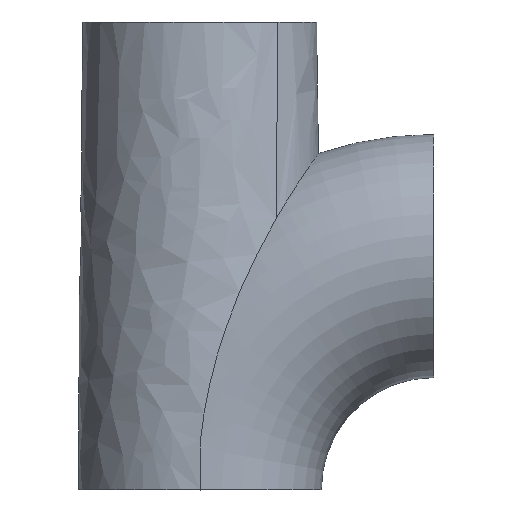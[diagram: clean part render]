
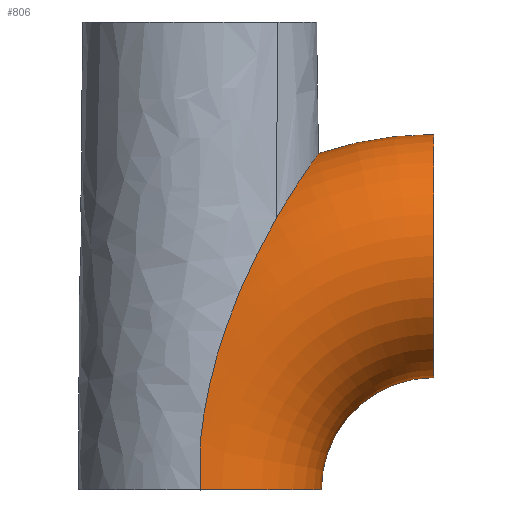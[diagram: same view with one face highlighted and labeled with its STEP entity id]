
A CAD part, top view. The second image highlights one B-rep face of the part: STEP entity #806.
In plain terms, the highlighted toroidal (fillet/blend) face has major radius 100 mm and minor radius 52 mm.
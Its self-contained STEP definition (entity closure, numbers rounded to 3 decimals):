
#26 = VERTEX_POINT ( 'NONE', #978 ) ;
#81 = CARTESIAN_POINT ( 'NONE',  ( 0.284, 0., 51.999 ) ) ;
#133 = CARTESIAN_POINT ( 'NONE',  ( 32.665, 115.811, 39.376 ) ) ;
#152 = DIRECTION ( 'NONE',  ( -1., 0., 0. ) ) ;
#197 = CARTESIAN_POINT ( 'NONE',  ( 33.713, 117.628, 38.476 ) ) ;
#208 = CARTESIAN_POINT ( 'NONE',  ( 46.349, 137.485, 21. ) ) ;
#209 = CARTESIAN_POINT ( 'NONE',  ( 31.672, 114.081, 40.212 ) ) ;
#235 = CARTESIAN_POINT ( 'NONE',  ( 46.746, 138.062, 20.084 ) ) ;
#249 = CARTESIAN_POINT ( 'NONE',  ( 50.79, 143.814, 0. ) ) ;
#280 = ORIENTED_EDGE ( 'NONE', *, *, #430, .F. ) ;
#308 = CARTESIAN_POINT ( 'NONE',  ( 17.866, 86.534, 48.338 ) ) ;
#315 = AXIS2_PLACEMENT_3D ( 'NONE', #1939, #1331, #1964 ) ;
#411 = CARTESIAN_POINT ( 'NONE',  ( 41.417, 130.091, 29.731 ) ) ;
#423 = CARTESIAN_POINT ( 'NONE',  ( 43.791, 133.703, 26.068 ) ) ;
#430 = EDGE_CURVE ( 'NONE', #496, #2750, #2003, .T. ) ;
#446 = CARTESIAN_POINT ( 'NONE',  ( 52., 0., 0. ) ) ;
#448 = CARTESIAN_POINT ( 'NONE',  ( 49.339, 141.781, 12.199 ) ) ;
#450 = CIRCLE ( 'NONE', #1268, 52. ) ;
#477 = CARTESIAN_POINT ( 'NONE',  ( 100., 100., 0. ) ) ;
#495 = CARTESIAN_POINT ( 'NONE',  ( 23.088, 97.887, 45.945 ) ) ;
#496 = VERTEX_POINT ( 'NONE', #2512 ) ;
#539 = AXIS2_PLACEMENT_3D ( 'NONE', #1695, #1677, #152 ) ;
#546 = CARTESIAN_POINT ( 'NONE',  ( 14.652, 78.74, 49.488 ) ) ;
#571 = CARTESIAN_POINT ( 'NONE',  ( 0.267, 6.938, 52. ) ) ;
#622 = CARTESIAN_POINT ( 'NONE',  ( 45.104, 135.656, 23.61 ) ) ;
#649 = DIRECTION ( 'NONE',  ( -1., 0., 0. ) ) ;
#720 = ORIENTED_EDGE ( 'NONE', *, *, #2655, .T. ) ;
#806 = ADVANCED_FACE ( 'NONE', ( #2375 ), #952, .T. ) ;
#836 = CARTESIAN_POINT ( 'NONE',  ( 50.017, 142.737, 8.957 ) ) ;
#847 = EDGE_CURVE ( 'NONE', #496, #2460, #2592, .T. ) ;
#852 = CARTESIAN_POINT ( 'NONE',  ( 32.665, 115.811, 39.376 ) ) ;
#881 = EDGE_CURVE ( 'NONE', #1247, #894, #1911, .T. ) ;
#892 = CARTESIAN_POINT ( 'NONE',  ( 49.586, 142.129, 11.137 ) ) ;
#894 = VERTEX_POINT ( 'NONE', #1521 ) ;
#909 = AXIS2_PLACEMENT_3D ( 'NONE', #1952, #2599, #649 ) ;
#924 = ORIENTED_EDGE ( 'NONE', *, *, #847, .T. ) ;
#950 = CARTESIAN_POINT ( 'NONE',  ( 10.287, 66.719, 50.681 ) ) ;
#952 = TOROIDAL_SURFACE ( 'NONE', #315, 100., 52. ) ;
#963 = CARTESIAN_POINT ( 'NONE',  ( 27.77, 107.005, 43.117 ) ) ;
#978 = CARTESIAN_POINT ( 'NONE',  ( 0.284, 0., 51.999 ) ) ;
#1065 = CARTESIAN_POINT ( 'NONE',  ( 40.926, 129.331, 30.42 ) ) ;
#1101 = CARTESIAN_POINT ( 'NONE',  ( 45.529, 136.283, 22.761 ) ) ;
#1146 = CARTESIAN_POINT ( 'NONE',  ( 0.728, 25.085, 51.951 ) ) ;
#1159 = CARTESIAN_POINT ( 'NONE',  ( 19.558, 90.364, 47.645 ) ) ;
#1171 = CARTESIAN_POINT ( 'NONE',  ( 0.268, 13.876, 51.988 ) ) ;
#1247 = VERTEX_POINT ( 'NONE', #446 ) ;
#1268 = AXIS2_PLACEMENT_3D ( 'NONE', #2047, #2483, #2227 ) ;
#1277 = CARTESIAN_POINT ( 'NONE',  ( 36.847, 122.854, 35.394 ) ) ;
#1290 = CARTESIAN_POINT ( 'NONE',  ( 37.884, 124.533, 34.255 ) ) ;
#1291 = CARTESIAN_POINT ( 'NONE',  ( 32.665, 115.811, 39.376 ) ) ;
#1317 = CARTESIAN_POINT ( 'NONE',  ( 48.519, 140.617, 15.305 ) ) ;
#1331 = DIRECTION ( 'NONE',  ( 0., 0., -1. ) ) ;
#1333 = VERTEX_POINT ( 'NONE', #2185 ) ;
#1361 = CARTESIAN_POINT ( 'NONE',  ( 5.478, 50.275, 51.538 ) ) ;
#1402 = CARTESIAN_POINT ( 'NONE',  ( 28.732, 108.795, 42.457 ) ) ;
#1432 = EDGE_CURVE ( 'NONE', #26, #1247, #450, .T. ) ;
#1494 = CARTESIAN_POINT ( 'NONE',  ( 42.864, 132.308, 27.591 ) ) ;
#1521 = CARTESIAN_POINT ( 'NONE',  ( 100., 48., 0. ) ) ;
#1580 = ORIENTED_EDGE ( 'NONE', *, *, #1824, .T. ) ;
#1615 = EDGE_CURVE ( 'NONE', #2750, #894, #2810, .T. ) ;
#1621 = CARTESIAN_POINT ( 'NONE',  ( 24.926, 101.579, 44.939 ) ) ;
#1677 = DIRECTION ( 'NONE',  ( 0., 0., -1. ) ) ;
#1695 = CARTESIAN_POINT ( 'NONE',  ( 100., 0., 0. ) ) ;
#1710 = CARTESIAN_POINT ( 'NONE',  ( 47.864, 139.68, 17.271 ) ) ;
#1738 = ORIENTED_EDGE ( 'NONE', *, *, #1615, .F. ) ;
#1794 = CARTESIAN_POINT ( 'NONE',  ( 3.559, 41.949, 51.759 ) ) ;
#1807 = CARTESIAN_POINT ( 'NONE',  ( 30.194, 111.451, 41.375 ) ) ;
#1824 = EDGE_CURVE ( 'NONE', #2460, #1333, #2083, .T. ) ;
#1834 = CARTESIAN_POINT ( 'NONE',  ( 6.562, 54.412, 51.388 ) ) ;
#1847 = CARTESIAN_POINT ( 'NONE',  ( 1.308, 29.328, 51.925 ) ) ;
#1911 = CIRCLE ( 'NONE', #909, 48. ) ;
#1924 = CARTESIAN_POINT ( 'NONE',  ( 50.788, 143.813, 2.286 ) ) ;
#1939 = CARTESIAN_POINT ( 'NONE',  ( 100., 0., 0. ) ) ;
#1941 = ORIENTED_EDGE ( 'NONE', *, *, #1432, .T. ) ;
#1952 = CARTESIAN_POINT ( 'NONE',  ( 100., 0., 0. ) ) ;
#1958 = AXIS2_PLACEMENT_3D ( 'NONE', #477, #2241, #2681 ) ;
#1964 = DIRECTION ( 'NONE',  ( -1., 0., 0. ) ) ;
#1973 = B_SPLINE_CURVE_WITH_KNOTS ( 'NONE', 3,
 ( #2309, #1171, #571, #81 ),
 .UNSPECIFIED., .F., .F.,
 ( 4, 4 ),
 ( 0., 1. ),
 .UNSPECIFIED. ) ;
#2003 = CIRCLE ( 'NONE', #539, 152. ) ;
#2047 = CARTESIAN_POINT ( 'NONE',  ( 0., 0., 0. ) ) ;
#2083 = B_SPLINE_CURVE_WITH_KNOTS ( 'NONE', 3,
 ( #1291, #2164, #209, #2498, #1807, #1402, #963, #1621, #495, #1159, #308, #546, #2445, #950, #2485, #1834, #1361, #1794, #2670, #1847, #1146, #2473 ),
 .UNSPECIFIED., .F., .F.,
 ( 4, 2, 2, 2, 2, 2, 2, 2, 2, 2, 4 ),
 ( 0.238, 0.242, 0.245, 0.252, 0.265, 0.278, 0.291, 0.304, 0.317, 0.331, 0.344 ),
 .UNSPECIFIED. ) ;
#2150 = CARTESIAN_POINT ( 'NONE',  ( 34.762, 119.402, 37.504 ) ) ;
#2163 = CARTESIAN_POINT ( 'NONE',  ( 39.926, 127.772, 31.754 ) ) ;
#2164 = CARTESIAN_POINT ( 'NONE',  ( 32.169, 114.952, 39.802 ) ) ;
#2176 = EDGE_LOOP ( 'NONE', ( #280, #924, #1580, #720, #1941, #2643, #1738 ) ) ;
#2185 = CARTESIAN_POINT ( 'NONE',  ( 0.284, 20.814, 51.967 ) ) ;
#2227 = DIRECTION ( 'NONE',  ( 0., 0., 1. ) ) ;
#2241 = DIRECTION ( 'NONE',  ( 1., 0., 0. ) ) ;
#2256 = CARTESIAN_POINT ( 'NONE',  ( 100., 152., 0. ) ) ;
#2309 = CARTESIAN_POINT ( 'NONE',  ( 0.284, 20.814, 51.967 ) ) ;
#2375 = FACE_OUTER_BOUND ( 'NONE', #2176, .T. ) ;
#2400 = CARTESIAN_POINT ( 'NONE',  ( 50.198, 142.991, 7.858 ) ) ;
#2445 = CARTESIAN_POINT ( 'NONE',  ( 13.132, 74.777, 49.945 ) ) ;
#2460 = VERTEX_POINT ( 'NONE', #133 ) ;
#2473 = CARTESIAN_POINT ( 'NONE',  ( 0.284, 20.814, 51.967 ) ) ;
#2483 = DIRECTION ( 'NONE',  ( 0., 1., 0. ) ) ;
#2485 = CARTESIAN_POINT ( 'NONE',  ( 8.966, 62.633, 50.959 ) ) ;
#2498 = CARTESIAN_POINT ( 'NONE',  ( 30.685, 112.331, 40.998 ) ) ;
#2512 = CARTESIAN_POINT ( 'NONE',  ( 50.79, 143.814, 0. ) ) ;
#2592 = B_SPLINE_CURVE_WITH_KNOTS ( 'NONE', 3,
 ( #249, #1924, #2781, #2400, #836, #892, #448, #1317, #1710, #235, #208, #1101, #622, #423, #1494, #411, #1065, #2163, #2796, #1290, #1277, #2150, #197, #852 ),
 .UNSPECIFIED., .F., .F.,
 ( 4, 2, 2, 2, 2, 2, 2, 2, 2, 2, 2, 4 ),
 ( 0.183, 0.19, 0.193, 0.197, 0.204, 0.207, 0.21, 0.217, 0.221, 0.224, 0.231, 0.238 ),
 .UNSPECIFIED. ) ;
#2599 = DIRECTION ( 'NONE',  ( 0., 0., -1. ) ) ;
#2643 = ORIENTED_EDGE ( 'NONE', *, *, #881, .T. ) ;
#2655 = EDGE_CURVE ( 'NONE', #1333, #26, #1973, .T. ) ;
#2670 = CARTESIAN_POINT ( 'NONE',  ( 2.723, 37.76, 51.83 ) ) ;
#2681 = DIRECTION ( 'NONE',  ( 0., 0., 1. ) ) ;
#2750 = VERTEX_POINT ( 'NONE', #2256 ) ;
#2781 = CARTESIAN_POINT ( 'NONE',  ( 50.636, 143.603, 4.535 ) ) ;
#2796 = CARTESIAN_POINT ( 'NONE',  ( 39.418, 126.971, 32.399 ) ) ;
#2810 = CIRCLE ( 'NONE', #1958, 52. ) ;
